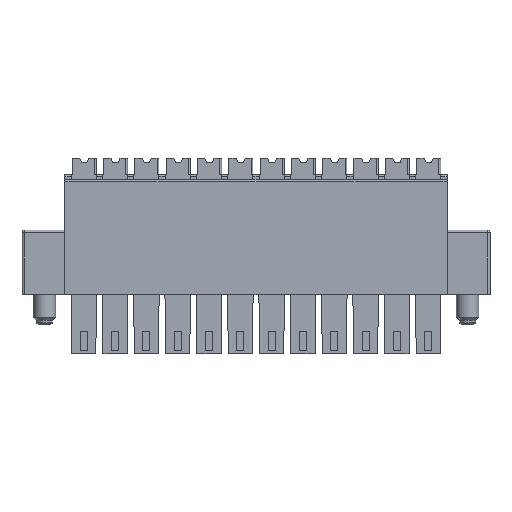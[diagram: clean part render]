
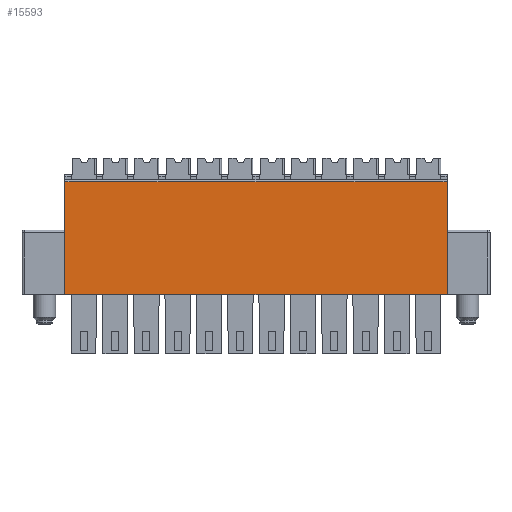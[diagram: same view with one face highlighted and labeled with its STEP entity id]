
A CAD part, top view. The second image highlights one B-rep face of the part: STEP entity #15593.
In plain terms, the highlighted planar face has unit normal (0, 0, 1).
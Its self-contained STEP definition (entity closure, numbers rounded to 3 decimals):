
#2231=DIRECTION('',(-1.,0.,0.));
#2232=VECTOR('',#2231,42.7);
#2233=CARTESIAN_POINT('',(47.5,6.6,0.));
#2234=LINE('',#2233,#2232);
#2235=DIRECTION('',(0.,1.,0.));
#2236=VECTOR('',#2235,12.6);
#2237=CARTESIAN_POINT('',(4.8,6.6,0.));
#2238=LINE('',#2237,#2236);
#2243=DIRECTION('',(-1.,0.,0.));
#2244=VECTOR('',#2243,3.85);
#2245=CARTESIAN_POINT('',(47.5,19.2,0.));
#2246=LINE('',#2245,#2244);
#2247=DIRECTION('',(-1.,0.,0.));
#2248=VECTOR('',#2247,3.5);
#2249=CARTESIAN_POINT('',(43.65,19.2,0.));
#2250=LINE('',#2249,#2248);
#2251=DIRECTION('',(-1.,0.,0.));
#2252=VECTOR('',#2251,3.5);
#2253=CARTESIAN_POINT('',(40.15,19.2,0.));
#2254=LINE('',#2253,#2252);
#2255=DIRECTION('',(-1.,0.,0.));
#2256=VECTOR('',#2255,3.5);
#2257=CARTESIAN_POINT('',(36.65,19.2,0.));
#2258=LINE('',#2257,#2256);
#2259=DIRECTION('',(-1.,0.,0.));
#2260=VECTOR('',#2259,3.5);
#2261=CARTESIAN_POINT('',(33.15,19.2,0.));
#2262=LINE('',#2261,#2260);
#2263=DIRECTION('',(-1.,0.,0.));
#2264=VECTOR('',#2263,3.5);
#2265=CARTESIAN_POINT('',(29.65,19.2,0.));
#2266=LINE('',#2265,#2264);
#2267=DIRECTION('',(-1.,0.,0.));
#2268=VECTOR('',#2267,3.5);
#2269=CARTESIAN_POINT('',(26.15,19.2,0.));
#2270=LINE('',#2269,#2268);
#2271=DIRECTION('',(-1.,0.,0.));
#2272=VECTOR('',#2271,3.5);
#2273=CARTESIAN_POINT('',(22.65,19.2,0.));
#2274=LINE('',#2273,#2272);
#2275=DIRECTION('',(-1.,0.,0.));
#2276=VECTOR('',#2275,3.5);
#2277=CARTESIAN_POINT('',(19.15,19.2,0.));
#2278=LINE('',#2277,#2276);
#2279=DIRECTION('',(-1.,0.,0.));
#2280=VECTOR('',#2279,3.5);
#2281=CARTESIAN_POINT('',(15.65,19.2,0.));
#2282=LINE('',#2281,#2280);
#2283=DIRECTION('',(-1.,0.,0.));
#2284=VECTOR('',#2283,3.5);
#2285=CARTESIAN_POINT('',(12.15,19.2,0.));
#2286=LINE('',#2285,#2284);
#2287=DIRECTION('',(-1.,0.,0.));
#2288=VECTOR('',#2287,3.85);
#2289=CARTESIAN_POINT('',(8.65,19.2,0.));
#2290=LINE('',#2289,#2288);
#3015=DIRECTION('',(0.,1.,0.));
#3016=VECTOR('',#3015,12.6);
#3017=CARTESIAN_POINT('',(47.5,6.6,0.));
#3018=LINE('',#3017,#3016);
#9408=CARTESIAN_POINT('',(4.8,19.2,0.));
#9410=VERTEX_POINT('',#9408);
#9417=CARTESIAN_POINT('',(4.8,6.6,0.));
#9418=VERTEX_POINT('',#9417);
#11774=CARTESIAN_POINT('',(47.5,6.6,0.));
#11776=VERTEX_POINT('',#11774);
#11785=CARTESIAN_POINT('',(47.5,19.2,0.));
#11786=VERTEX_POINT('',#11785);
#12077=CARTESIAN_POINT('',(8.65,19.2,0.));
#12078=VERTEX_POINT('',#12077);
#12095=CARTESIAN_POINT('',(12.15,19.2,0.));
#12096=VERTEX_POINT('',#12095);
#12107=CARTESIAN_POINT('',(15.65,19.2,0.));
#12108=VERTEX_POINT('',#12107);
#12119=CARTESIAN_POINT('',(19.15,19.2,0.));
#12120=VERTEX_POINT('',#12119);
#12131=CARTESIAN_POINT('',(22.65,19.2,0.));
#12132=VERTEX_POINT('',#12131);
#12143=CARTESIAN_POINT('',(26.15,19.2,0.));
#12144=VERTEX_POINT('',#12143);
#12155=CARTESIAN_POINT('',(29.65,19.2,0.));
#12156=VERTEX_POINT('',#12155);
#12167=CARTESIAN_POINT('',(33.15,19.2,0.));
#12168=VERTEX_POINT('',#12167);
#12179=CARTESIAN_POINT('',(36.65,19.2,0.));
#12180=VERTEX_POINT('',#12179);
#12191=CARTESIAN_POINT('',(40.15,19.2,0.));
#12192=VERTEX_POINT('',#12191);
#12205=CARTESIAN_POINT('',(43.65,19.2,0.));
#12206=VERTEX_POINT('',#12205);
#15558=CARTESIAN_POINT('',(6.725,12.9,0.));
#15559=DIRECTION('',(0.,0.,1.));
#15560=DIRECTION('',(0.,-1.,0.));
#15561=AXIS2_PLACEMENT_3D('',#15558,#15559,#15560);
#15562=PLANE('',#15561);
#15564=ORIENTED_EDGE('',*,*,#15563,.F.);
#15566=ORIENTED_EDGE('',*,*,#15565,.F.);
#15568=ORIENTED_EDGE('',*,*,#15567,.F.);
#15569=ORIENTED_EDGE('',*,*,#12438,.T.);
#15570=ORIENTED_EDGE('',*,*,#12398,.T.);
#15572=ORIENTED_EDGE('',*,*,#15571,.F.);
#15574=ORIENTED_EDGE('',*,*,#15573,.F.);
#15576=ORIENTED_EDGE('',*,*,#15575,.F.);
#15578=ORIENTED_EDGE('',*,*,#15577,.F.);
#15580=ORIENTED_EDGE('',*,*,#15579,.F.);
#15582=ORIENTED_EDGE('',*,*,#15581,.F.);
#15584=ORIENTED_EDGE('',*,*,#15583,.F.);
#15586=ORIENTED_EDGE('',*,*,#15585,.F.);
#15588=ORIENTED_EDGE('',*,*,#15587,.F.);
#15590=ORIENTED_EDGE('',*,*,#15589,.F.);
#15591=EDGE_LOOP('',(#15564,#15566,#15568,#15569,#15570,#15572,#15574,#15576,
#15578,#15580,#15582,#15584,#15586,#15588,#15590));
#15592=FACE_OUTER_BOUND('',#15591,.F.);
#12398=EDGE_CURVE('',#9418,#9410,#2238,.T.);
#12438=EDGE_CURVE('',#11776,#9418,#2234,.T.);
#15563=EDGE_CURVE('',#12206,#12192,#2250,.T.);
#15565=EDGE_CURVE('',#11786,#12206,#2246,.T.);
#15567=EDGE_CURVE('',#11776,#11786,#3018,.T.);
#15571=EDGE_CURVE('',#12078,#9410,#2290,.T.);
#15573=EDGE_CURVE('',#12096,#12078,#2286,.T.);
#15575=EDGE_CURVE('',#12108,#12096,#2282,.T.);
#15577=EDGE_CURVE('',#12120,#12108,#2278,.T.);
#15579=EDGE_CURVE('',#12132,#12120,#2274,.T.);
#15581=EDGE_CURVE('',#12144,#12132,#2270,.T.);
#15583=EDGE_CURVE('',#12156,#12144,#2266,.T.);
#15585=EDGE_CURVE('',#12168,#12156,#2262,.T.);
#15587=EDGE_CURVE('',#12180,#12168,#2258,.T.);
#15589=EDGE_CURVE('',#12192,#12180,#2254,.T.);
#15593=ADVANCED_FACE('',(#15592),#15562,.T.);
